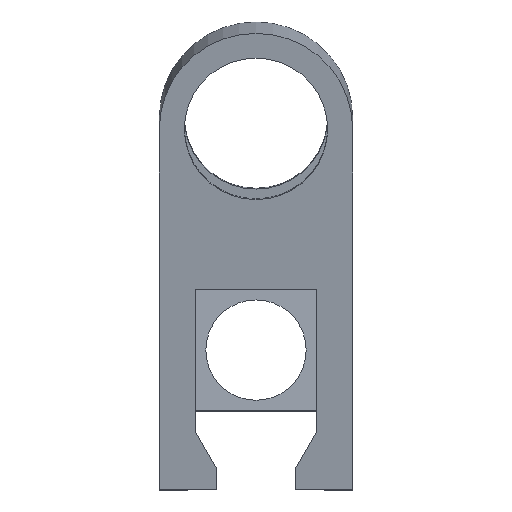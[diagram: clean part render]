
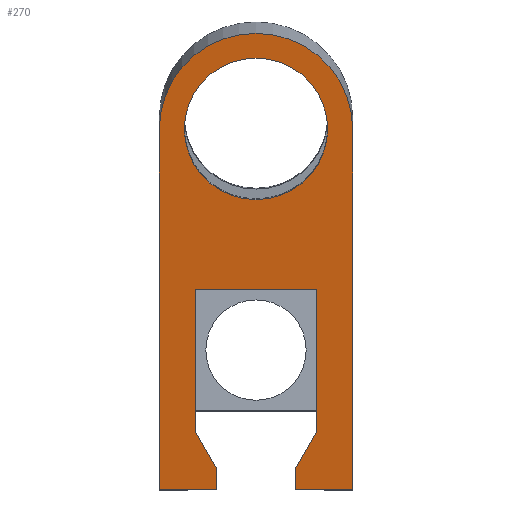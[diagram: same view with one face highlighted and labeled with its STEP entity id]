
A CAD part, top view. The second image highlights one B-rep face of the part: STEP entity #270.
In plain terms, the highlighted planar face has unit normal (0, -0.161, 0.987).
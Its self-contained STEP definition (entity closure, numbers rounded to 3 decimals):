
#4 = EDGE_CURVE ( 'NONE', #855, #208, #2350, .T. ) ;
#8 = ORIENTED_EDGE ( 'NONE', *, *, #1102, .F. ) ;
#24 = CARTESIAN_POINT ( 'NONE',  ( 0., 61.744, 1.532 ) ) ;
#48 = EDGE_CURVE ( 'NONE', #1470, #1666, #1009, .T. ) ;
#49 = VERTEX_POINT ( 'NONE', #472 ) ;
#52 = AXIS2_PLACEMENT_3D ( 'NONE', #906, #1653, #1506 ) ;
#55 = EDGE_LOOP ( 'NONE', ( #868, #2238 ) ) ;
#80 = ORIENTED_EDGE ( 'NONE', *, *, #4, .F. ) ;
#82 = DIRECTION ( 'NONE',  ( 0., 0.987, 0.161 ) ) ;
#84 = DIRECTION ( 'NONE',  ( 0., 0.987, 0.161 ) ) ;
#131 = LINE ( 'NONE', #555, #1839 ) ;
#180 = EDGE_CURVE ( 'NONE', #2223, #1486, #908, .T. ) ;
#203 = DIRECTION ( 'NONE',  ( 0., 0.161, -0.987 ) ) ;
#208 = VERTEX_POINT ( 'NONE', #1238 ) ;
#243 = VERTEX_POINT ( 'NONE', #1105 ) ;
#266 = LINE ( 'NONE', #1006, #1517 ) ;
#270 = ADVANCED_FACE ( 'NONE', ( #1680, #574 ), #730, .F. ) ;
#273 = VECTOR ( 'NONE', #1561, 1000. ) ;
#280 = DIRECTION ( 'NONE',  ( -1., 0., 0. ) ) ;
#292 = CARTESIAN_POINT ( 'NONE',  ( 27., 17., -5.752 ) ) ;
#293 = CARTESIAN_POINT ( 'NONE',  ( -54.591, 42.503, -1.601 ) ) ;
#333 = CARTESIAN_POINT ( 'NONE',  ( -27., 61.744, 1.532 ) ) ;
#334 = VERTEX_POINT ( 'NONE', #1556 ) ;
#337 = CARTESIAN_POINT ( 'NONE',  ( 0., 61.744, 1.532 ) ) ;
#354 = VERTEX_POINT ( 'NONE', #1964 ) ;
#387 = ORIENTED_EDGE ( 'NONE', *, *, #668, .T. ) ;
#436 = CARTESIAN_POINT ( 'NONE',  ( 0., 81.484, 4.745 ) ) ;
#440 = DIRECTION ( 'NONE',  ( 0., 0.987, 0.161 ) ) ;
#457 = DIRECTION ( 'NONE',  ( 0., 0.987, 0.161 ) ) ;
#463 = VECTOR ( 'NONE', #457, 1000. ) ;
#472 = CARTESIAN_POINT ( 'NONE',  ( 17., -15.125, -10.982 ) ) ;
#525 = VECTOR ( 'NONE', #1565, 1000. ) ;
#542 = EDGE_CURVE ( 'NONE', #2298, #243, #131, .T. ) ;
#555 = CARTESIAN_POINT ( 'NONE',  ( 27., -39., -14.868 ) ) ;
#566 = LINE ( 'NONE', #1301, #2308 ) ;
#574 = FACE_OUTER_BOUND ( 'NONE', #959, .T. ) ;
#586 = EDGE_CURVE ( 'NONE', #2182, #1356, #1026, .T. ) ;
#590 = CARTESIAN_POINT ( 'NONE',  ( 17., -22.608, -12.2 ) ) ;
#604 = VECTOR ( 'NONE', #843, 1000. ) ;
#613 = LINE ( 'NONE', #807, #1493 ) ;
#646 = DIRECTION ( 'NONE',  ( 0.495, 0.858, 0.14 ) ) ;
#647 = CARTESIAN_POINT ( 'NONE',  ( 27., -39., -14.868 ) ) ;
#652 = VERTEX_POINT ( 'NONE', #2281 ) ;
#660 = CARTESIAN_POINT ( 'NONE',  ( -17., -22.608, -12.2 ) ) ;
#668 = EDGE_CURVE ( 'NONE', #2298, #652, #2268, .T. ) ;
#730 = PLANE ( 'NONE',  #52 ) ;
#742 = EDGE_CURVE ( 'NONE', #2223, #1470, #835, .T. ) ;
#795 = ORIENTED_EDGE ( 'NONE', *, *, #2287, .F. ) ;
#807 = CARTESIAN_POINT ( 'NONE',  ( 11., 88.393, 5.87 ) ) ;
#835 = LINE ( 'NONE', #1580, #1389 ) ;
#843 = DIRECTION ( 'NONE',  ( -1., 0., 0. ) ) ;
#855 = VERTEX_POINT ( 'NONE', #1966 ) ;
#861 = CARTESIAN_POINT ( 'NONE',  ( 0., 42.004, -1.682 ) ) ;
#868 = ORIENTED_EDGE ( 'NONE', *, *, #1395, .T. ) ;
#876 = DIRECTION ( 'NONE',  ( -1., 0., 0. ) ) ;
#894 = ORIENTED_EDGE ( 'NONE', *, *, #180, .T. ) ;
#906 = CARTESIAN_POINT ( 'NONE',  ( 27., 88.393, 5.87 ) ) ;
#908 = CIRCLE ( 'NONE', #1532, 27. ) ;
#911 = CARTESIAN_POINT ( 'NONE',  ( -17., 88.393, 5.87 ) ) ;
#920 = ORIENTED_EDGE ( 'NONE', *, *, #1196, .T. ) ;
#949 = LINE ( 'NONE', #293, #525 ) ;
#959 = EDGE_LOOP ( 'NONE', ( #2046, #2111, #1354, #894, #920, #1886, #387, #1756, #1096, #2337, #80, #8, #795, #2358 ) ) ;
#1001 = CARTESIAN_POINT ( 'NONE',  ( -11., 88.393, 5.87 ) ) ;
#1004 = CARTESIAN_POINT ( 'NONE',  ( 0., 61.744, 1.532 ) ) ;
#1006 = CARTESIAN_POINT ( 'NONE',  ( 67.828, 65.43, 2.132 ) ) ;
#1009 = LINE ( 'NONE', #647, #1219 ) ;
#1026 = CIRCLE ( 'NONE', #1335, 20. ) ;
#1078 = DIRECTION ( 'NONE',  ( 0., 0.987, 0.161 ) ) ;
#1096 = ORIENTED_EDGE ( 'NONE', *, *, #1974, .T. ) ;
#1102 = EDGE_CURVE ( 'NONE', #49, #855, #1360, .T. ) ;
#1105 = CARTESIAN_POINT ( 'NONE',  ( -27., -39., -14.868 ) ) ;
#1150 = EDGE_CURVE ( 'NONE', #354, #2103, #266, .T. ) ;
#1173 = CARTESIAN_POINT ( 'NONE',  ( 17., 88.393, 5.87 ) ) ;
#1196 = EDGE_CURVE ( 'NONE', #1486, #243, #1655, .T. ) ;
#1219 = VECTOR ( 'NONE', #280, 1000. ) ;
#1238 = CARTESIAN_POINT ( 'NONE',  ( -17., 17., -5.752 ) ) ;
#1283 = CIRCLE ( 'NONE', #1593, 20. ) ;
#1301 = CARTESIAN_POINT ( 'NONE',  ( -17., 88.393, 5.87 ) ) ;
#1335 = AXIS2_PLACEMENT_3D ( 'NONE', #24, #203, #2043 ) ;
#1354 = ORIENTED_EDGE ( 'NONE', *, *, #742, .F. ) ;
#1356 = VERTEX_POINT ( 'NONE', #436 ) ;
#1360 = LINE ( 'NONE', #1384, #273 ) ;
#1377 = LINE ( 'NONE', #1173, #1572 ) ;
#1384 = CARTESIAN_POINT ( 'NONE',  ( 17., 88.393, 5.87 ) ) ;
#1389 = VECTOR ( 'NONE', #2321, 1000. ) ;
#1395 = EDGE_CURVE ( 'NONE', #1356, #2182, #1283, .T. ) ;
#1416 = DIRECTION ( 'NONE',  ( 0., -0.161, 0.987 ) ) ;
#1464 = VERTEX_POINT ( 'NONE', #660 ) ;
#1470 = VERTEX_POINT ( 'NONE', #1567 ) ;
#1486 = VERTEX_POINT ( 'NONE', #333 ) ;
#1493 = VECTOR ( 'NONE', #440, 1000. ) ;
#1506 = DIRECTION ( 'NONE',  ( 0., 0.987, 0.161 ) ) ;
#1517 = VECTOR ( 'NONE', #646, 1000. ) ;
#1532 = AXIS2_PLACEMENT_3D ( 'NONE', #337, #1416, #1078 ) ;
#1556 = CARTESIAN_POINT ( 'NONE',  ( -17., -15.125, -10.982 ) ) ;
#1561 = DIRECTION ( 'NONE',  ( 0., 0.987, 0.161 ) ) ;
#1565 = DIRECTION ( 'NONE',  ( -0.495, 0.858, 0.14 ) ) ;
#1567 = CARTESIAN_POINT ( 'NONE',  ( 27., -39., -14.868 ) ) ;
#1572 = VECTOR ( 'NONE', #84, 1000. ) ;
#1580 = CARTESIAN_POINT ( 'NONE',  ( 27., 88.393, 5.87 ) ) ;
#1593 = AXIS2_PLACEMENT_3D ( 'NONE', #1004, #1746, #82 ) ;
#1626 = DIRECTION ( 'NONE',  ( 0., -0.987, -0.161 ) ) ;
#1653 = DIRECTION ( 'NONE',  ( 0., 0.161, -0.987 ) ) ;
#1655 = LINE ( 'NONE', #2371, #2334 ) ;
#1666 = VERTEX_POINT ( 'NONE', #2081 ) ;
#1670 = LINE ( 'NONE', #911, #2116 ) ;
#1680 = FACE_BOUND ( 'NONE', #55, .T. ) ;
#1746 = DIRECTION ( 'NONE',  ( 0., 0.161, -0.987 ) ) ;
#1756 = ORIENTED_EDGE ( 'NONE', *, *, #2164, .T. ) ;
#1784 = CARTESIAN_POINT ( 'NONE',  ( 27., 61.744, 1.532 ) ) ;
#1839 = VECTOR ( 'NONE', #876, 1000. ) ;
#1866 = EDGE_CURVE ( 'NONE', #1666, #354, #613, .T. ) ;
#1886 = ORIENTED_EDGE ( 'NONE', *, *, #542, .F. ) ;
#1904 = CARTESIAN_POINT ( 'NONE',  ( -11., -39., -14.868 ) ) ;
#1964 = CARTESIAN_POINT ( 'NONE',  ( 11., -33., -13.892 ) ) ;
#1966 = CARTESIAN_POINT ( 'NONE',  ( 17., 17., -5.752 ) ) ;
#1969 = EDGE_CURVE ( 'NONE', #334, #208, #1670, .T. ) ;
#1974 = EDGE_CURVE ( 'NONE', #1464, #334, #566, .T. ) ;
#2041 = DIRECTION ( 'NONE',  ( 0., 0.987, 0.161 ) ) ;
#2043 = DIRECTION ( 'NONE',  ( 0., 0.987, 0.161 ) ) ;
#2046 = ORIENTED_EDGE ( 'NONE', *, *, #1866, .F. ) ;
#2081 = CARTESIAN_POINT ( 'NONE',  ( 11., -39., -14.868 ) ) ;
#2103 = VERTEX_POINT ( 'NONE', #590 ) ;
#2111 = ORIENTED_EDGE ( 'NONE', *, *, #48, .F. ) ;
#2116 = VECTOR ( 'NONE', #2227, 1000. ) ;
#2164 = EDGE_CURVE ( 'NONE', #652, #1464, #949, .T. ) ;
#2182 = VERTEX_POINT ( 'NONE', #861 ) ;
#2223 = VERTEX_POINT ( 'NONE', #1784 ) ;
#2227 = DIRECTION ( 'NONE',  ( 0., 0.987, 0.161 ) ) ;
#2238 = ORIENTED_EDGE ( 'NONE', *, *, #586, .T. ) ;
#2268 = LINE ( 'NONE', #1001, #463 ) ;
#2281 = CARTESIAN_POINT ( 'NONE',  ( -11., -33., -13.892 ) ) ;
#2287 = EDGE_CURVE ( 'NONE', #2103, #49, #1377, .T. ) ;
#2298 = VERTEX_POINT ( 'NONE', #1904 ) ;
#2308 = VECTOR ( 'NONE', #2041, 1000. ) ;
#2321 = DIRECTION ( 'NONE',  ( 0., -0.987, -0.161 ) ) ;
#2334 = VECTOR ( 'NONE', #1626, 1000. ) ;
#2337 = ORIENTED_EDGE ( 'NONE', *, *, #1969, .T. ) ;
#2350 = LINE ( 'NONE', #292, #604 ) ;
#2358 = ORIENTED_EDGE ( 'NONE', *, *, #1150, .F. ) ;
#2371 = CARTESIAN_POINT ( 'NONE',  ( -27., 88.393, 5.87 ) ) ;
